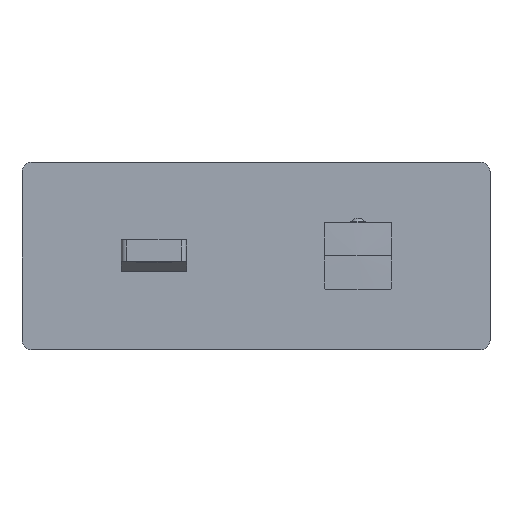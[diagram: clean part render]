
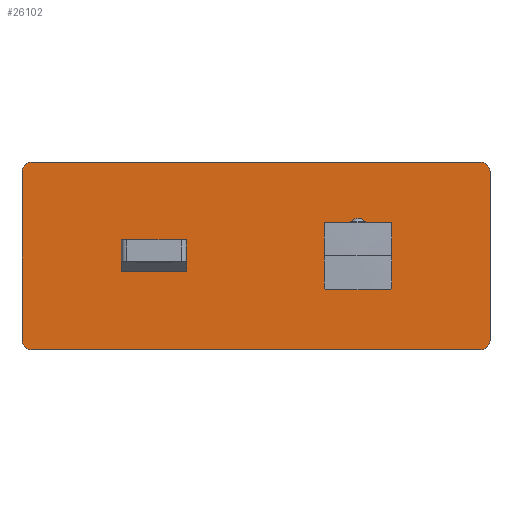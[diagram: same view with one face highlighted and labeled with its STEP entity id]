
A CAD part, top view. The second image highlights one B-rep face of the part: STEP entity #26102.
In plain terms, the highlighted planar face has unit normal (0, 0, 1).
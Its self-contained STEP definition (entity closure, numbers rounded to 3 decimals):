
#23342=CARTESIAN_POINT('',(65.5,45.,56.5));
#23343=DIRECTION('',(0.,0.,1.));
#23344=DIRECTION('',(1.,0.,0.));
#23345=AXIS2_PLACEMENT_3D('',#23342,#23343,#23344);
#23347=DIRECTION('',(0.,1.,0.));
#23348=VECTOR('',#23347,90.);
#23349=CARTESIAN_POINT('',(70.5,-45.,56.5));
#23350=LINE('',#23349,#23348);
#23351=CARTESIAN_POINT('',(65.5,-45.,56.5));
#23352=DIRECTION('',(0.,0.,1.));
#23353=DIRECTION('',(0.,-1.,0.));
#23354=AXIS2_PLACEMENT_3D('',#23351,#23352,#23353);
#23356=DIRECTION('',(1.,0.,0.));
#23357=VECTOR('',#23356,240.);
#23358=CARTESIAN_POINT('',(-174.5,-50.,56.5));
#23359=LINE('',#23358,#23357);
#23360=CARTESIAN_POINT('',(-174.5,-45.,56.5));
#23361=DIRECTION('',(0.,0.,1.));
#23362=DIRECTION('',(-1.,0.,0.));
#23363=AXIS2_PLACEMENT_3D('',#23360,#23361,#23362);
#23365=DIRECTION('',(0.,-1.,0.));
#23366=VECTOR('',#23365,90.);
#23367=CARTESIAN_POINT('',(-179.5,45.,56.5));
#23368=LINE('',#23367,#23366);
#23369=CARTESIAN_POINT('',(-174.5,45.,56.5));
#23370=DIRECTION('',(0.,0.,1.));
#23371=DIRECTION('',(0.,1.,0.));
#23372=AXIS2_PLACEMENT_3D('',#23369,#23370,#23371);
#23374=DIRECTION('',(-1.,0.,0.));
#23375=VECTOR('',#23374,240.);
#23376=CARTESIAN_POINT('',(65.5,50.,56.5));
#23377=LINE('',#23376,#23375);
#23378=CARTESIAN_POINT('',(0.,0.,56.5));
#23379=DIRECTION('',(0.,0.,-1.));
#23380=DIRECTION('',(1.,0.,0.));
#23381=AXIS2_PLACEMENT_3D('',#23378,#23379,#23380);
#23383=CARTESIAN_POINT('',(0.,0.,56.5));
#23384=DIRECTION('',(0.,0.,-1.));
#23385=DIRECTION('',(-1.,0.,0.));
#23386=AXIS2_PLACEMENT_3D('',#23383,#23384,#23385);
#23388=DIRECTION('',(1.,0.,0.));
#23389=VECTOR('',#23388,35.);
#23390=CARTESIAN_POINT('',(-126.5,-8.25,56.5));
#23391=LINE('',#23390,#23389);
#23392=DIRECTION('',(0.,1.,0.));
#23393=VECTOR('',#23392,16.5);
#23394=CARTESIAN_POINT('',(-91.5,-8.25,56.5));
#23395=LINE('',#23394,#23393);
#23396=DIRECTION('',(1.,0.,0.));
#23397=VECTOR('',#23396,35.);
#23398=CARTESIAN_POINT('',(-126.5,8.25,56.5));
#23399=LINE('',#23398,#23397);
#23400=DIRECTION('',(0.,1.,0.));
#23401=VECTOR('',#23400,16.5);
#23402=CARTESIAN_POINT('',(-126.5,-8.25,56.5));
#23403=LINE('',#23402,#23401);
#25475=CARTESIAN_POINT('',(18.,0.,56.5));
#25476=CARTESIAN_POINT('',(-18.,0.,56.5));
#25477=VERTEX_POINT('',#25475);
#25478=VERTEX_POINT('',#25476);
#25483=CARTESIAN_POINT('',(70.5,45.,56.5));
#25484=VERTEX_POINT('',#25483);
#25485=CARTESIAN_POINT('',(65.5,50.,56.5));
#25486=VERTEX_POINT('',#25485);
#25491=CARTESIAN_POINT('',(-174.5,50.,56.5));
#25492=VERTEX_POINT('',#25491);
#25493=CARTESIAN_POINT('',(-179.5,45.,56.5));
#25494=VERTEX_POINT('',#25493);
#25499=CARTESIAN_POINT('',(-179.5,-45.,56.5));
#25500=VERTEX_POINT('',#25499);
#25501=CARTESIAN_POINT('',(-174.5,-50.,56.5));
#25502=VERTEX_POINT('',#25501);
#25507=CARTESIAN_POINT('',(65.5,-50.,56.5));
#25508=VERTEX_POINT('',#25507);
#25509=CARTESIAN_POINT('',(70.5,-45.,56.5));
#25510=VERTEX_POINT('',#25509);
#25617=CARTESIAN_POINT('',(-126.5,-8.25,56.5));
#25618=CARTESIAN_POINT('',(-91.5,-8.25,56.5));
#25619=VERTEX_POINT('',#25617);
#25620=VERTEX_POINT('',#25618);
#25621=CARTESIAN_POINT('',(-126.5,8.25,56.5));
#25622=CARTESIAN_POINT('',(-91.5,8.25,56.5));
#25623=VERTEX_POINT('',#25621);
#25624=VERTEX_POINT('',#25622);
#26065=CARTESIAN_POINT('',(0.,0.,56.5));
#26066=DIRECTION('',(0.,0.,1.));
#26067=DIRECTION('',(1.,0.,0.));
#26068=AXIS2_PLACEMENT_3D('',#26065,#26066,#26067);
#26069=PLANE('',#26068);
#26071=ORIENTED_EDGE('',*,*,#26070,.F.);
#26073=ORIENTED_EDGE('',*,*,#26072,.F.);
#26075=ORIENTED_EDGE('',*,*,#26074,.F.);
#26077=ORIENTED_EDGE('',*,*,#26076,.F.);
#26079=ORIENTED_EDGE('',*,*,#26078,.F.);
#26081=ORIENTED_EDGE('',*,*,#26080,.F.);
#26083=ORIENTED_EDGE('',*,*,#26082,.F.);
#26085=ORIENTED_EDGE('',*,*,#26084,.F.);
#26086=EDGE_LOOP('',(#26071,#26073,#26075,#26077,#26079,#26081,#26083,#26085));
#26087=FACE_OUTER_BOUND('',#26086,.F.);
#26089=ORIENTED_EDGE('',*,*,#26088,.F.);
#26091=ORIENTED_EDGE('',*,*,#26090,.F.);
#26092=EDGE_LOOP('',(#26089,#26091));
#26093=FACE_BOUND('',#26092,.F.);
#26094=ORIENTED_EDGE('',*,*,#26017,.T.);
#26096=ORIENTED_EDGE('',*,*,#26095,.T.);
#26098=ORIENTED_EDGE('',*,*,#26097,.F.);
#26099=ORIENTED_EDGE('',*,*,#26044,.F.);
#26100=EDGE_LOOP('',(#26094,#26096,#26098,#26099));
#26101=FACE_BOUND('',#26100,.F.);
#26102=ADVANCED_FACE('',(#26087,#26093,#26101),#26069,.T.);
#23346=CIRCLE('',#23345,5.);
#23355=CIRCLE('',#23354,5.);
#23364=CIRCLE('',#23363,5.);
#23373=CIRCLE('',#23372,5.);
#23382=CIRCLE('',#23381,18.);
#23387=CIRCLE('',#23386,18.);
#26017=EDGE_CURVE('',#25619,#25620,#23391,.T.);
#26044=EDGE_CURVE('',#25619,#25623,#23403,.T.);
#26070=EDGE_CURVE('',#25484,#25486,#23346,.T.);
#26072=EDGE_CURVE('',#25510,#25484,#23350,.T.);
#26074=EDGE_CURVE('',#25508,#25510,#23355,.T.);
#26076=EDGE_CURVE('',#25502,#25508,#23359,.T.);
#26078=EDGE_CURVE('',#25500,#25502,#23364,.T.);
#26080=EDGE_CURVE('',#25494,#25500,#23368,.T.);
#26082=EDGE_CURVE('',#25492,#25494,#23373,.T.);
#26084=EDGE_CURVE('',#25486,#25492,#23377,.T.);
#26088=EDGE_CURVE('',#25477,#25478,#23382,.T.);
#26090=EDGE_CURVE('',#25478,#25477,#23387,.T.);
#26095=EDGE_CURVE('',#25620,#25624,#23395,.T.);
#26097=EDGE_CURVE('',#25623,#25624,#23399,.T.);
